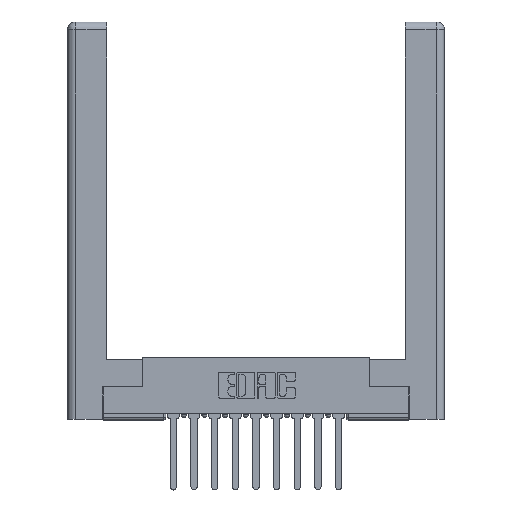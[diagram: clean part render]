
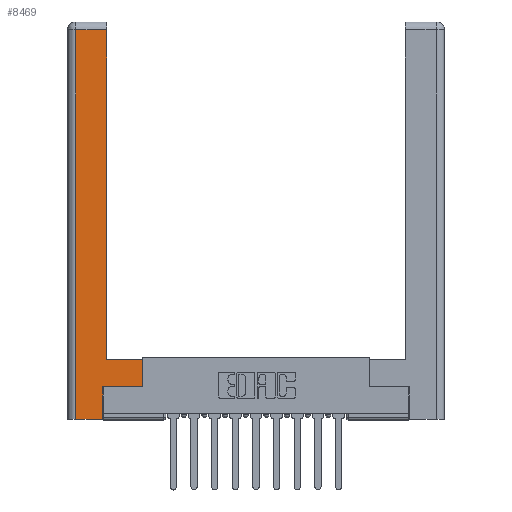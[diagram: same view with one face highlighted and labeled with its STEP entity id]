
A CAD part, top view. The second image highlights one B-rep face of the part: STEP entity #8469.
In plain terms, the highlighted planar face has unit normal (0, 0, 1).
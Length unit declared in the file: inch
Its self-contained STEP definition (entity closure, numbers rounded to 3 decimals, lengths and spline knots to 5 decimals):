
#238 = VERTEX_POINT ( 'NONE', #6550 ) ;
#239 = ORIENTED_EDGE ( 'NONE', *, *, #8694, .T. ) ;
#632 = DIRECTION ( 'NONE',  ( -1., 0., 0. ) ) ;
#811 = FACE_OUTER_BOUND ( 'NONE', #2891, .T. ) ;
#1363 = VECTOR ( 'NONE', #7279, 39.37008 ) ;
#1628 = PLANE ( 'NONE',  #4881 ) ;
#1681 = ORIENTED_EDGE ( 'NONE', *, *, #11297, .T. ) ;
#1992 = CARTESIAN_POINT ( 'NONE',  ( 0.0615, 2.94, 0. ) ) ;
#2107 = EDGE_CURVE ( 'NONE', #11439, #238, #2929, .T. ) ;
#2376 = EDGE_CURVE ( 'NONE', #7380, #4127, #6931, .T. ) ;
#2394 = EDGE_CURVE ( 'NONE', #14037, #11439, #7280, .T. ) ;
#2470 = VERTEX_POINT ( 'NONE', #13005 ) ;
#2517 = DIRECTION ( 'NONE',  ( 0., 1., 0. ) ) ;
#2524 = VECTOR ( 'NONE', #12529, 39.37008 ) ;
#2793 = CARTESIAN_POINT ( 'NONE',  ( 0.295, 0.45, 0. ) ) ;
#2809 = EDGE_CURVE ( 'NONE', #2470, #8811, #13360, .T. ) ;
#2891 = EDGE_LOOP ( 'NONE', ( #9424, #239, #12804, #13750, #9484, #10530, #1681, #5760 ) ) ;
#2929 = LINE ( 'NONE', #8867, #10909 ) ;
#2961 = CARTESIAN_POINT ( 'NONE',  ( 0.565, 0.45, 0. ) ) ;
#3863 = CARTESIAN_POINT ( 'NONE',  ( 0., 0., 0. ) ) ;
#4127 = VERTEX_POINT ( 'NONE', #10989 ) ;
#4670 = EDGE_CURVE ( 'NONE', #5356, #2470, #8733, .T. ) ;
#4881 = AXIS2_PLACEMENT_3D ( 'NONE', #3863, #12797, #10346 ) ;
#5356 = VERTEX_POINT ( 'NONE', #10534 ) ;
#5648 = DIRECTION ( 'NONE',  ( 0., 1., 0. ) ) ;
#5760 = ORIENTED_EDGE ( 'NONE', *, *, #2394, .T. ) ;
#5935 = CARTESIAN_POINT ( 'NONE',  ( 0.565, 0.45, 0. ) ) ;
#6127 = CARTESIAN_POINT ( 'NONE',  ( 0.0615, 0., 0. ) ) ;
#6187 = CARTESIAN_POINT ( 'NONE',  ( 0.295, 0.45, 0. ) ) ;
#6550 = CARTESIAN_POINT ( 'NONE',  ( 0.295, 2.94, 0. ) ) ;
#6584 = EDGE_CURVE ( 'NONE', #4127, #5356, #9017, .T. ) ;
#6931 = LINE ( 'NONE', #6127, #1363 ) ;
#7103 = LINE ( 'NONE', #5935, #8834 ) ;
#7279 = DIRECTION ( 'NONE',  ( 0., -1., 0. ) ) ;
#7280 = LINE ( 'NONE', #2793, #10205 ) ;
#7380 = VERTEX_POINT ( 'NONE', #1992 ) ;
#7932 = LINE ( 'NONE', #11541, #2524 ) ;
#8469 = ADVANCED_FACE ( 'NONE', ( #811 ), #1628, .F. ) ;
#8694 = EDGE_CURVE ( 'NONE', #238, #7380, #7932, .T. ) ;
#8733 = LINE ( 'NONE', #10330, #13980 ) ;
#8811 = VERTEX_POINT ( 'NONE', #11640 ) ;
#8834 = VECTOR ( 'NONE', #2517, 39.37008 ) ;
#8867 = CARTESIAN_POINT ( 'NONE',  ( 0.295, 3., 0. ) ) ;
#9017 = LINE ( 'NONE', #9283, #11270 ) ;
#9283 = CARTESIAN_POINT ( 'NONE',  ( 0.265, 0., 0. ) ) ;
#9424 = ORIENTED_EDGE ( 'NONE', *, *, #2107, .T. ) ;
#9475 = DIRECTION ( 'NONE',  ( 1., 0., 0. ) ) ;
#9484 = ORIENTED_EDGE ( 'NONE', *, *, #4670, .T. ) ;
#10205 = VECTOR ( 'NONE', #632, 39.37008 ) ;
#10330 = CARTESIAN_POINT ( 'NONE',  ( 0.265, 0.245, 0. ) ) ;
#10346 = DIRECTION ( 'NONE',  ( -1., 0., 0. ) ) ;
#10374 = VECTOR ( 'NONE', #9475, 39.37008 ) ;
#10530 = ORIENTED_EDGE ( 'NONE', *, *, #2809, .T. ) ;
#10534 = CARTESIAN_POINT ( 'NONE',  ( 0.265, 0., 0. ) ) ;
#10624 = CARTESIAN_POINT ( 'NONE',  ( 0.565, 0.245, 0. ) ) ;
#10909 = VECTOR ( 'NONE', #5648, 39.37008 ) ;
#10989 = CARTESIAN_POINT ( 'NONE',  ( 0.0615, 0., 0. ) ) ;
#11270 = VECTOR ( 'NONE', #11726, 39.37008 ) ;
#11297 = EDGE_CURVE ( 'NONE', #8811, #14037, #7103, .T. ) ;
#11439 = VERTEX_POINT ( 'NONE', #6187 ) ;
#11541 = CARTESIAN_POINT ( 'NONE',  ( 0.0615, 2.94, 0. ) ) ;
#11548 = DIRECTION ( 'NONE',  ( 0., 1., 0. ) ) ;
#11640 = CARTESIAN_POINT ( 'NONE',  ( 0.565, 0.245, 0. ) ) ;
#11726 = DIRECTION ( 'NONE',  ( 1., 0., 0. ) ) ;
#12529 = DIRECTION ( 'NONE',  ( -1., 0., 0. ) ) ;
#12797 = DIRECTION ( 'NONE',  ( 0., 0., -1. ) ) ;
#12804 = ORIENTED_EDGE ( 'NONE', *, *, #2376, .T. ) ;
#13005 = CARTESIAN_POINT ( 'NONE',  ( 0.265, 0.245, 0. ) ) ;
#13360 = LINE ( 'NONE', #10624, #10374 ) ;
#13750 = ORIENTED_EDGE ( 'NONE', *, *, #6584, .T. ) ;
#13980 = VECTOR ( 'NONE', #11548, 39.37008 ) ;
#14037 = VERTEX_POINT ( 'NONE', #2961 ) ;
